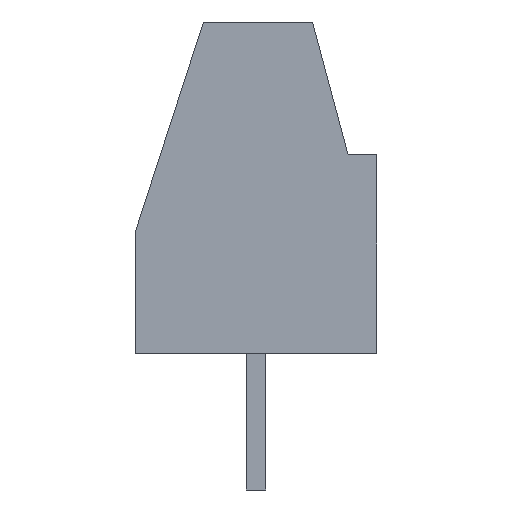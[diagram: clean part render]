
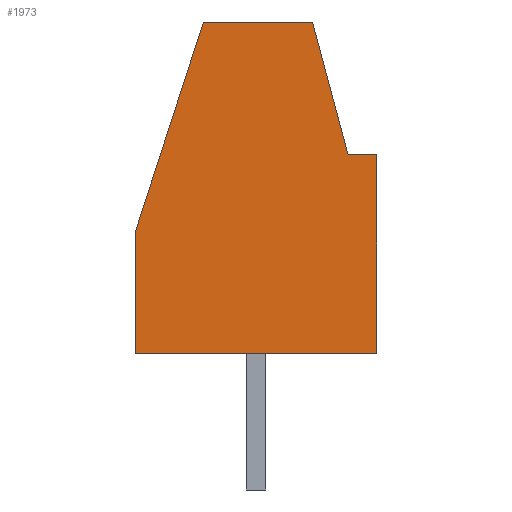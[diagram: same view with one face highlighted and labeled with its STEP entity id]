
A CAD part, left-side view. The second image highlights one B-rep face of the part: STEP entity #1973.
In plain terms, the highlighted planar face has unit normal (-1, 0, 0).
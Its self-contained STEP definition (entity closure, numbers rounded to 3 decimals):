
#22 = VERTEX_POINT('',#23);
#23 = CARTESIAN_POINT('',(-1.5,-3.1,0.));
#32 = PLANE('',#33);
#33 = AXIS2_PLACEMENT_3D('',#34,#35,#36);
#34 = CARTESIAN_POINT('',(-1.5,-3.1,0.));
#35 = DIRECTION('',(0.,0.,1.));
#36 = DIRECTION('',(0.,1.,0.));
#44 = PLANE('',#45);
#45 = AXIS2_PLACEMENT_3D('',#46,#47,#48);
#46 = CARTESIAN_POINT('',(-1.5,-3.1,8.5));
#47 = DIRECTION('',(0.,1.,0.));
#48 = DIRECTION('',(0.,0.,-1.));
#85 = VERTEX_POINT('',#86);
#86 = CARTESIAN_POINT('',(-1.5,3.1,0.));
#100 = PLANE('',#101);
#101 = AXIS2_PLACEMENT_3D('',#102,#103,#104);
#102 = CARTESIAN_POINT('',(-1.5,3.1,0.));
#103 = DIRECTION('',(0.,-1.,0.));
#104 = DIRECTION('',(0.,0.,1.));
#112 = EDGE_CURVE('',#22,#85,#113,.T.);
#113 = SURFACE_CURVE('',#114,(#118,#125),.PCURVE_S1.);
#114 = LINE('',#115,#116);
#115 = CARTESIAN_POINT('',(-1.5,-3.1,0.));
#116 = VECTOR('',#117,1.);
#117 = DIRECTION('',(0.,1.,0.));
#118 = PCURVE('',#32,#119);
#119 = DEFINITIONAL_REPRESENTATION('',(#120),#124);
#120 = LINE('',#121,#122);
#121 = CARTESIAN_POINT('',(0.,0.));
#122 = VECTOR('',#123,1.);
#123 = DIRECTION('',(1.,0.));
#124 = ( GEOMETRIC_REPRESENTATION_CONTEXT(2)
PARAMETRIC_REPRESENTATION_CONTEXT() REPRESENTATION_CONTEXT('2D SPACE',''
) );
#125 = PCURVE('',#126,#131);
#126 = PLANE('',#127);
#127 = AXIS2_PLACEMENT_3D('',#128,#129,#130);
#128 = CARTESIAN_POINT('',(-1.5,0.,4.25));
#129 = DIRECTION('',(1.,0.,0.));
#130 = DIRECTION('',(0.,0.,1.));
#131 = DEFINITIONAL_REPRESENTATION('',(#132),#136);
#132 = LINE('',#133,#134);
#133 = CARTESIAN_POINT('',(-4.25,3.1));
#134 = VECTOR('',#135,1.);
#135 = DIRECTION('',(0.,-1.));
#136 = ( GEOMETRIC_REPRESENTATION_CONTEXT(2)
PARAMETRIC_REPRESENTATION_CONTEXT() REPRESENTATION_CONTEXT('2D SPACE',''
) );
#989 = EDGE_CURVE('',#990,#22,#992,.T.);
#990 = VERTEX_POINT('',#991);
#991 = CARTESIAN_POINT('',(-1.5,-3.1,5.1));
#992 = SURFACE_CURVE('',#993,(#997,#1004),.PCURVE_S1.);
#993 = LINE('',#994,#995);
#994 = CARTESIAN_POINT('',(-1.5,-3.1,8.5));
#995 = VECTOR('',#996,1.);
#996 = DIRECTION('',(0.,0.,-1.));
#997 = PCURVE('',#44,#998);
#998 = DEFINITIONAL_REPRESENTATION('',(#999),#1003);
#999 = LINE('',#1000,#1001);
#1000 = CARTESIAN_POINT('',(0.,0.));
#1001 = VECTOR('',#1002,1.);
#1002 = DIRECTION('',(1.,0.));
#1003 = ( GEOMETRIC_REPRESENTATION_CONTEXT(2)
PARAMETRIC_REPRESENTATION_CONTEXT() REPRESENTATION_CONTEXT('2D SPACE',''
) );
#1004 = PCURVE('',#126,#1005);
#1005 = DEFINITIONAL_REPRESENTATION('',(#1006),#1010);
#1006 = LINE('',#1007,#1008);
#1007 = CARTESIAN_POINT('',(4.25,3.1));
#1008 = VECTOR('',#1009,1.);
#1009 = DIRECTION('',(-1.,0.));
#1010 = ( GEOMETRIC_REPRESENTATION_CONTEXT(2)
PARAMETRIC_REPRESENTATION_CONTEXT() REPRESENTATION_CONTEXT('2D SPACE',''
) );
#1028 = PLANE('',#1029);
#1029 = AXIS2_PLACEMENT_3D('',#1030,#1031,#1032);
#1030 = CARTESIAN_POINT('',(-1.5,-2.36,5.1));
#1031 = DIRECTION('',(0.,0.,-1.));
#1032 = DIRECTION('',(0.,-1.,0.));
#1973 = ADVANCED_FACE('',(#1974),#126,.F.);
#1974 = FACE_BOUND('',#1975,.F.);
#1975 = EDGE_LOOP('',(#1976,#1999,#2000,#2001,#2024,#2052,#2080));
#1976 = ORIENTED_EDGE('',*,*,#1977,.T.);
#1977 = EDGE_CURVE('',#1978,#990,#1980,.T.);
#1978 = VERTEX_POINT('',#1979);
#1979 = CARTESIAN_POINT('',(-1.5,-2.36,5.1));
#1980 = SURFACE_CURVE('',#1981,(#1985,#1992),.PCURVE_S1.);
#1981 = LINE('',#1982,#1983);
#1982 = CARTESIAN_POINT('',(-1.5,-2.36,5.1));
#1983 = VECTOR('',#1984,1.);
#1984 = DIRECTION('',(0.,-1.,0.));
#1985 = PCURVE('',#126,#1986);
#1986 = DEFINITIONAL_REPRESENTATION('',(#1987),#1991);
#1987 = LINE('',#1988,#1989);
#1988 = CARTESIAN_POINT('',(0.85,2.36));
#1989 = VECTOR('',#1990,1.);
#1990 = DIRECTION('',(0.,1.));
#1991 = ( GEOMETRIC_REPRESENTATION_CONTEXT(2)
PARAMETRIC_REPRESENTATION_CONTEXT() REPRESENTATION_CONTEXT('2D SPACE',''
) );
#1992 = PCURVE('',#1028,#1993);
#1993 = DEFINITIONAL_REPRESENTATION('',(#1994),#1998);
#1994 = LINE('',#1995,#1996);
#1995 = CARTESIAN_POINT('',(0.,-0.));
#1996 = VECTOR('',#1997,1.);
#1997 = DIRECTION('',(1.,0.));
#1998 = ( GEOMETRIC_REPRESENTATION_CONTEXT(2)
PARAMETRIC_REPRESENTATION_CONTEXT() REPRESENTATION_CONTEXT('2D SPACE',''
) );
#1999 = ORIENTED_EDGE('',*,*,#989,.T.);
#2000 = ORIENTED_EDGE('',*,*,#112,.T.);
#2001 = ORIENTED_EDGE('',*,*,#2002,.T.);
#2002 = EDGE_CURVE('',#85,#2003,#2005,.T.);
#2003 = VERTEX_POINT('',#2004);
#2004 = CARTESIAN_POINT('',(-1.5,3.1,3.114));
#2005 = SURFACE_CURVE('',#2006,(#2010,#2017),.PCURVE_S1.);
#2006 = LINE('',#2007,#2008);
#2007 = CARTESIAN_POINT('',(-1.5,3.1,0.));
#2008 = VECTOR('',#2009,1.);
#2009 = DIRECTION('',(0.,0.,1.));
#2010 = PCURVE('',#126,#2011);
#2011 = DEFINITIONAL_REPRESENTATION('',(#2012),#2016);
#2012 = LINE('',#2013,#2014);
#2013 = CARTESIAN_POINT('',(-4.25,-3.1));
#2014 = VECTOR('',#2015,1.);
#2015 = DIRECTION('',(1.,0.));
#2016 = ( GEOMETRIC_REPRESENTATION_CONTEXT(2)
PARAMETRIC_REPRESENTATION_CONTEXT() REPRESENTATION_CONTEXT('2D SPACE',''
) );
#2017 = PCURVE('',#100,#2018);
#2018 = DEFINITIONAL_REPRESENTATION('',(#2019),#2023);
#2019 = LINE('',#2020,#2021);
#2020 = CARTESIAN_POINT('',(0.,0.));
#2021 = VECTOR('',#2022,1.);
#2022 = DIRECTION('',(1.,0.));
#2023 = ( GEOMETRIC_REPRESENTATION_CONTEXT(2)
PARAMETRIC_REPRESENTATION_CONTEXT() REPRESENTATION_CONTEXT('2D SPACE',''
) );
#2024 = ORIENTED_EDGE('',*,*,#2025,.F.);
#2025 = EDGE_CURVE('',#2026,#2003,#2028,.T.);
#2026 = VERTEX_POINT('',#2027);
#2027 = CARTESIAN_POINT('',(-1.5,1.35,8.5));
#2028 = SURFACE_CURVE('',#2029,(#2033,#2040),.PCURVE_S1.);
#2029 = LINE('',#2030,#2031);
#2030 = CARTESIAN_POINT('',(-1.5,1.35,8.5));
#2031 = VECTOR('',#2032,1.);
#2032 = DIRECTION('',(0.,0.309,-0.951));
#2033 = PCURVE('',#126,#2034);
#2034 = DEFINITIONAL_REPRESENTATION('',(#2035),#2039);
#2035 = LINE('',#2036,#2037);
#2036 = CARTESIAN_POINT('',(4.25,-1.35));
#2037 = VECTOR('',#2038,1.);
#2038 = DIRECTION('',(-0.951,-0.309));
#2039 = ( GEOMETRIC_REPRESENTATION_CONTEXT(2)
PARAMETRIC_REPRESENTATION_CONTEXT() REPRESENTATION_CONTEXT('2D SPACE',''
) );
#2040 = PCURVE('',#2041,#2046);
#2041 = PLANE('',#2042);
#2042 = AXIS2_PLACEMENT_3D('',#2043,#2044,#2045);
#2043 = CARTESIAN_POINT('',(-1.5,1.35,8.5));
#2044 = DIRECTION('',(0.,0.951,0.309));
#2045 = DIRECTION('',(0.,0.309,-0.951));
#2046 = DEFINITIONAL_REPRESENTATION('',(#2047),#2051);
#2047 = LINE('',#2048,#2049);
#2048 = CARTESIAN_POINT('',(0.,0.));
#2049 = VECTOR('',#2050,1.);
#2050 = DIRECTION('',(1.,0.));
#2051 = ( GEOMETRIC_REPRESENTATION_CONTEXT(2)
PARAMETRIC_REPRESENTATION_CONTEXT() REPRESENTATION_CONTEXT('2D SPACE',''
) );
#2052 = ORIENTED_EDGE('',*,*,#2053,.T.);
#2053 = EDGE_CURVE('',#2026,#2054,#2056,.T.);
#2054 = VERTEX_POINT('',#2055);
#2055 = CARTESIAN_POINT('',(-1.5,-1.45,8.5));
#2056 = SURFACE_CURVE('',#2057,(#2061,#2068),.PCURVE_S1.);
#2057 = LINE('',#2058,#2059);
#2058 = CARTESIAN_POINT('',(-1.5,3.1,8.5));
#2059 = VECTOR('',#2060,1.);
#2060 = DIRECTION('',(0.,-1.,0.));
#2061 = PCURVE('',#126,#2062);
#2062 = DEFINITIONAL_REPRESENTATION('',(#2063),#2067);
#2063 = LINE('',#2064,#2065);
#2064 = CARTESIAN_POINT('',(4.25,-3.1));
#2065 = VECTOR('',#2066,1.);
#2066 = DIRECTION('',(0.,1.));
#2067 = ( GEOMETRIC_REPRESENTATION_CONTEXT(2)
PARAMETRIC_REPRESENTATION_CONTEXT() REPRESENTATION_CONTEXT('2D SPACE',''
) );
#2068 = PCURVE('',#2069,#2074);
#2069 = PLANE('',#2070);
#2070 = AXIS2_PLACEMENT_3D('',#2071,#2072,#2073);
#2071 = CARTESIAN_POINT('',(-1.5,3.1,8.5));
#2072 = DIRECTION('',(0.,0.,-1.));
#2073 = DIRECTION('',(0.,-1.,0.));
#2074 = DEFINITIONAL_REPRESENTATION('',(#2075),#2079);
#2075 = LINE('',#2076,#2077);
#2076 = CARTESIAN_POINT('',(0.,-0.));
#2077 = VECTOR('',#2078,1.);
#2078 = DIRECTION('',(1.,0.));
#2079 = ( GEOMETRIC_REPRESENTATION_CONTEXT(2)
PARAMETRIC_REPRESENTATION_CONTEXT() REPRESENTATION_CONTEXT('2D SPACE',''
) );
#2080 = ORIENTED_EDGE('',*,*,#2081,.T.);
#2081 = EDGE_CURVE('',#2054,#1978,#2082,.T.);
#2082 = SURFACE_CURVE('',#2083,(#2087,#2094),.PCURVE_S1.);
#2083 = LINE('',#2084,#2085);
#2084 = CARTESIAN_POINT('',(-1.5,-1.45,8.5));
#2085 = VECTOR('',#2086,1.);
#2086 = DIRECTION('',(0.,-0.259,-0.966));
#2087 = PCURVE('',#126,#2088);
#2088 = DEFINITIONAL_REPRESENTATION('',(#2089),#2093);
#2089 = LINE('',#2090,#2091);
#2090 = CARTESIAN_POINT('',(4.25,1.45));
#2091 = VECTOR('',#2092,1.);
#2092 = DIRECTION('',(-0.966,0.259));
#2093 = ( GEOMETRIC_REPRESENTATION_CONTEXT(2)
PARAMETRIC_REPRESENTATION_CONTEXT() REPRESENTATION_CONTEXT('2D SPACE',''
) );
#2094 = PCURVE('',#2095,#2100);
#2095 = PLANE('',#2096);
#2096 = AXIS2_PLACEMENT_3D('',#2097,#2098,#2099);
#2097 = CARTESIAN_POINT('',(-1.5,-1.45,8.5));
#2098 = DIRECTION('',(0.,0.966,-0.259));
#2099 = DIRECTION('',(0.,-0.259,-0.966));
#2100 = DEFINITIONAL_REPRESENTATION('',(#2101),#2105);
#2101 = LINE('',#2102,#2103);
#2102 = CARTESIAN_POINT('',(0.,0.));
#2103 = VECTOR('',#2104,1.);
#2104 = DIRECTION('',(1.,0.));
#2105 = ( GEOMETRIC_REPRESENTATION_CONTEXT(2)
PARAMETRIC_REPRESENTATION_CONTEXT() REPRESENTATION_CONTEXT('2D SPACE',''
) );
